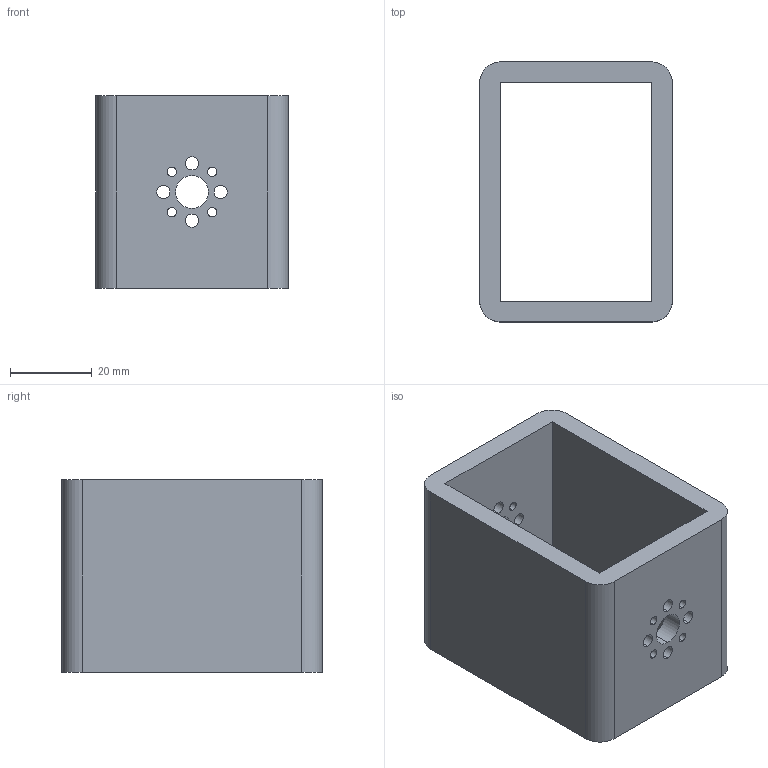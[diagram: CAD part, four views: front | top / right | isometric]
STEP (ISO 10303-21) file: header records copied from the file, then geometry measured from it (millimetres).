
FILE_DESCRIPTION (( 'STEP AP203' ), '1' );
FILE_NAME ('2.5 inch_Default_sldprt.STEP', '2019-09-14T15:52:49', ( '' ), ( '' ), 'SwSTEP 2.0', 'SolidWorks 2018', '' );
FILE_SCHEMA (( 'CONFIG_CONTROL_DESIGN' ));
Length unit declared in the file: millimetre
Products named in the file (1): 2.5 inch_Default_sldprt
Bounding box: 47 x 63.5 x 47 mm (x, y, z)
Volume: 44935.5 mm3; surface area: 21396.3 mm2
Topology: 1 solids, 1 shells, 209 faces, 576 edges, 384 vertices
Faces by surface type: bspline 113, plane 56, cylinder 40
Entity records: 10721 total; most frequent: CARTESIAN_POINT 5939, ORIENTED_EDGE 1152, DIRECTION 624, EDGE_CURVE 576, VERTEX_POINT 384, VECTOR 270, LINE 270, EDGE_LOOP 262
